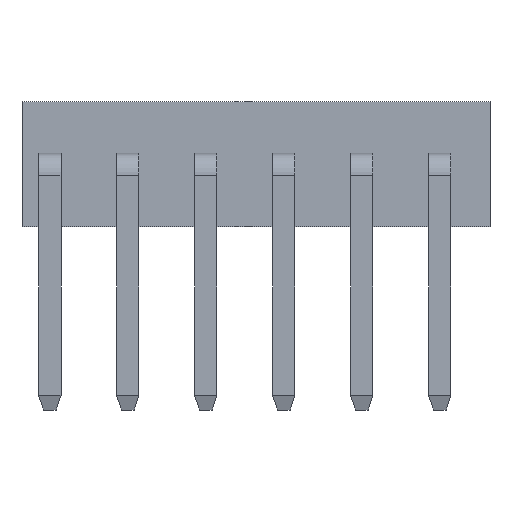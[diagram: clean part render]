
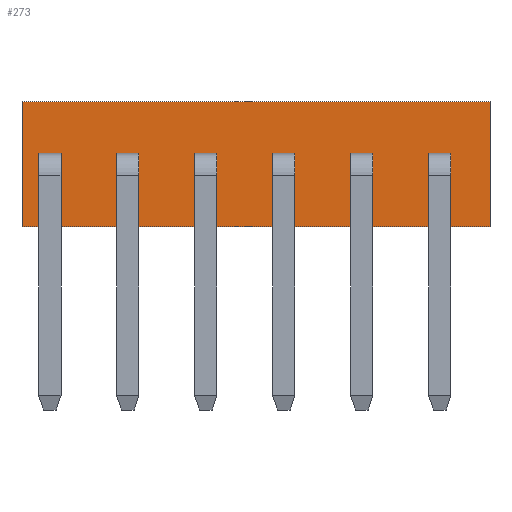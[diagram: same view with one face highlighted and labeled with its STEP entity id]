
A CAD part, front view. The second image highlights one B-rep face of the part: STEP entity #273.
In plain terms, the highlighted planar face has unit normal (0, -1, 0).
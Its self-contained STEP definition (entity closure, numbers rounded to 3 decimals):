
#30=CARTESIAN_POINT('',(0.,-1.6,0.));
#31=DIRECTION('',(1.,0.,0.));
#32=DIRECTION('',(0.,-1.,0.));
#33=AXIS2_PLACEMENT_3D('',#30,#32,#31);
#34=PLANE('',#33);
#35=CARTESIAN_POINT('',(-11.88,-1.6,-3.175));
#36=VERTEX_POINT('',#35);
#37=CARTESIAN_POINT('',(11.88,-1.6,-3.175));
#38=VERTEX_POINT('',#37);
#39=CARTESIAN_POINT('',(-11.88,-1.6,-3.175));
#40=DIRECTION('',(1.,0.,0.));
#41=VECTOR('',#40,23.76);
#42=LINE('',#39,#41);
#43=EDGE_CURVE('',#36,#38,#42,.T.);
#44=ORIENTED_EDGE('',*,*,#43,.T.);
#45=CARTESIAN_POINT('',(11.88,-1.6,3.175));
#46=VERTEX_POINT('',#45);
#47=CARTESIAN_POINT('',(11.88,-1.6,-3.175));
#48=DIRECTION('',(0.,0.,1.));
#49=VECTOR('',#48,6.35);
#50=LINE('',#47,#49);
#51=EDGE_CURVE('',#38,#46,#50,.T.);
#52=ORIENTED_EDGE('',*,*,#51,.T.);
#53=CARTESIAN_POINT('',(-11.88,-1.6,3.175));
#54=VERTEX_POINT('',#53);
#55=CARTESIAN_POINT('',(11.88,-1.6,3.175));
#56=DIRECTION('',(-1.,0.,0.));
#57=VECTOR('',#56,23.76);
#58=LINE('',#55,#57);
#59=EDGE_CURVE('',#46,#54,#58,.T.);
#60=ORIENTED_EDGE('',*,*,#59,.T.);
#61=CARTESIAN_POINT('',(-11.88,-1.6,3.175));
#62=DIRECTION('',(0.,0.,-1.));
#63=VECTOR('',#62,6.35);
#64=LINE('',#61,#63);
#65=EDGE_CURVE('',#54,#36,#64,.T.);
#66=ORIENTED_EDGE('',*,*,#65,.T.);
#67=EDGE_LOOP('',(#44,#52,#60,#66));
#68=FACE_OUTER_BOUND('',#67,.T.);
#69=CARTESIAN_POINT('',(-11.04,-1.6,0.57));
#70=VERTEX_POINT('',#69);
#71=CARTESIAN_POINT('',(-9.9,-1.6,0.57));
#72=VERTEX_POINT('',#71);
#73=CARTESIAN_POINT('',(-11.04,-1.6,0.57));
#74=DIRECTION('',(1.,0.,0.));
#75=VECTOR('',#74,1.14);
#76=LINE('',#73,#75);
#77=EDGE_CURVE('',#70,#72,#76,.T.);
#78=ORIENTED_EDGE('',*,*,#77,.T.);
#79=CARTESIAN_POINT('',(-9.9,-1.6,-0.57));
#80=VERTEX_POINT('',#79);
#81=CARTESIAN_POINT('',(-9.9,-1.6,0.57));
#82=DIRECTION('',(0.,0.,-1.));
#83=VECTOR('',#82,1.14);
#84=LINE('',#81,#83);
#85=EDGE_CURVE('',#72,#80,#84,.T.);
#86=ORIENTED_EDGE('',*,*,#85,.T.);
#87=CARTESIAN_POINT('',(-11.04,-1.6,-0.57));
#88=VERTEX_POINT('',#87);
#89=CARTESIAN_POINT('',(-9.9,-1.6,-0.57));
#90=DIRECTION('',(-1.,0.,0.));
#91=VECTOR('',#90,1.14);
#92=LINE('',#89,#91);
#93=EDGE_CURVE('',#80,#88,#92,.T.);
#94=ORIENTED_EDGE('',*,*,#93,.T.);
#95=CARTESIAN_POINT('',(-11.04,-1.6,-0.57));
#96=DIRECTION('',(0.,0.,1.));
#97=VECTOR('',#96,1.14);
#98=LINE('',#95,#97);
#99=EDGE_CURVE('',#88,#70,#98,.T.);
#100=ORIENTED_EDGE('',*,*,#99,.T.);
#101=EDGE_LOOP('',(#78,#86,#94,#100));
#102=FACE_BOUND('',#101,.T.);
#103=CARTESIAN_POINT('',(-7.08,-1.6,0.57));
#104=VERTEX_POINT('',#103);
#105=CARTESIAN_POINT('',(-5.94,-1.6,0.57));
#106=VERTEX_POINT('',#105);
#107=CARTESIAN_POINT('',(-7.08,-1.6,0.57));
#108=DIRECTION('',(1.,0.,0.));
#109=VECTOR('',#108,1.14);
#110=LINE('',#107,#109);
#111=EDGE_CURVE('',#104,#106,#110,.T.);
#112=ORIENTED_EDGE('',*,*,#111,.T.);
#113=CARTESIAN_POINT('',(-5.94,-1.6,-0.57));
#114=VERTEX_POINT('',#113);
#115=CARTESIAN_POINT('',(-5.94,-1.6,0.57));
#116=DIRECTION('',(0.,0.,-1.));
#117=VECTOR('',#116,1.14);
#118=LINE('',#115,#117);
#119=EDGE_CURVE('',#106,#114,#118,.T.);
#120=ORIENTED_EDGE('',*,*,#119,.T.);
#121=CARTESIAN_POINT('',(-7.08,-1.6,-0.57));
#122=VERTEX_POINT('',#121);
#123=CARTESIAN_POINT('',(-5.94,-1.6,-0.57));
#124=DIRECTION('',(-1.,0.,0.));
#125=VECTOR('',#124,1.14);
#126=LINE('',#123,#125);
#127=EDGE_CURVE('',#114,#122,#126,.T.);
#128=ORIENTED_EDGE('',*,*,#127,.T.);
#129=CARTESIAN_POINT('',(-7.08,-1.6,-0.57));
#130=DIRECTION('',(0.,0.,1.));
#131=VECTOR('',#130,1.14);
#132=LINE('',#129,#131);
#133=EDGE_CURVE('',#122,#104,#132,.T.);
#134=ORIENTED_EDGE('',*,*,#133,.T.);
#135=EDGE_LOOP('',(#112,#120,#128,#134));
#136=FACE_BOUND('',#135,.T.);
#137=CARTESIAN_POINT('',(-3.12,-1.6,0.57));
#138=VERTEX_POINT('',#137);
#139=CARTESIAN_POINT('',(-1.98,-1.6,0.57));
#140=VERTEX_POINT('',#139);
#141=CARTESIAN_POINT('',(-3.12,-1.6,0.57));
#142=DIRECTION('',(1.,0.,0.));
#143=VECTOR('',#142,1.14);
#144=LINE('',#141,#143);
#145=EDGE_CURVE('',#138,#140,#144,.T.);
#146=ORIENTED_EDGE('',*,*,#145,.T.);
#147=CARTESIAN_POINT('',(-1.98,-1.6,-0.57));
#148=VERTEX_POINT('',#147);
#149=CARTESIAN_POINT('',(-1.98,-1.6,0.57));
#150=DIRECTION('',(0.,0.,-1.));
#151=VECTOR('',#150,1.14);
#152=LINE('',#149,#151);
#153=EDGE_CURVE('',#140,#148,#152,.T.);
#154=ORIENTED_EDGE('',*,*,#153,.T.);
#155=CARTESIAN_POINT('',(-3.12,-1.6,-0.57));
#156=VERTEX_POINT('',#155);
#157=CARTESIAN_POINT('',(-1.98,-1.6,-0.57));
#158=DIRECTION('',(-1.,0.,0.));
#159=VECTOR('',#158,1.14);
#160=LINE('',#157,#159);
#161=EDGE_CURVE('',#148,#156,#160,.T.);
#162=ORIENTED_EDGE('',*,*,#161,.T.);
#163=CARTESIAN_POINT('',(-3.12,-1.6,-0.57));
#164=DIRECTION('',(0.,0.,1.));
#165=VECTOR('',#164,1.14);
#166=LINE('',#163,#165);
#167=EDGE_CURVE('',#156,#138,#166,.T.);
#168=ORIENTED_EDGE('',*,*,#167,.T.);
#169=EDGE_LOOP('',(#146,#154,#162,#168));
#170=FACE_BOUND('',#169,.T.);
#171=CARTESIAN_POINT('',(0.84,-1.6,0.57));
#172=VERTEX_POINT('',#171);
#173=CARTESIAN_POINT('',(1.98,-1.6,0.57));
#174=VERTEX_POINT('',#173);
#175=CARTESIAN_POINT('',(0.84,-1.6,0.57));
#176=DIRECTION('',(1.,0.,0.));
#177=VECTOR('',#176,1.14);
#178=LINE('',#175,#177);
#179=EDGE_CURVE('',#172,#174,#178,.T.);
#180=ORIENTED_EDGE('',*,*,#179,.T.);
#181=CARTESIAN_POINT('',(1.98,-1.6,-0.57));
#182=VERTEX_POINT('',#181);
#183=CARTESIAN_POINT('',(1.98,-1.6,0.57));
#184=DIRECTION('',(0.,0.,-1.));
#185=VECTOR('',#184,1.14);
#186=LINE('',#183,#185);
#187=EDGE_CURVE('',#174,#182,#186,.T.);
#188=ORIENTED_EDGE('',*,*,#187,.T.);
#189=CARTESIAN_POINT('',(0.84,-1.6,-0.57));
#190=VERTEX_POINT('',#189);
#191=CARTESIAN_POINT('',(1.98,-1.6,-0.57));
#192=DIRECTION('',(-1.,0.,0.));
#193=VECTOR('',#192,1.14);
#194=LINE('',#191,#193);
#195=EDGE_CURVE('',#182,#190,#194,.T.);
#196=ORIENTED_EDGE('',*,*,#195,.T.);
#197=CARTESIAN_POINT('',(0.84,-1.6,-0.57));
#198=DIRECTION('',(0.,0.,1.));
#199=VECTOR('',#198,1.14);
#200=LINE('',#197,#199);
#201=EDGE_CURVE('',#190,#172,#200,.T.);
#202=ORIENTED_EDGE('',*,*,#201,.T.);
#203=EDGE_LOOP('',(#180,#188,#196,#202));
#204=FACE_BOUND('',#203,.T.);
#205=CARTESIAN_POINT('',(4.8,-1.6,0.57));
#206=VERTEX_POINT('',#205);
#207=CARTESIAN_POINT('',(5.94,-1.6,0.57));
#208=VERTEX_POINT('',#207);
#209=CARTESIAN_POINT('',(4.8,-1.6,0.57));
#210=DIRECTION('',(1.,0.,0.));
#211=VECTOR('',#210,1.14);
#212=LINE('',#209,#211);
#213=EDGE_CURVE('',#206,#208,#212,.T.);
#214=ORIENTED_EDGE('',*,*,#213,.T.);
#215=CARTESIAN_POINT('',(5.94,-1.6,-0.57));
#216=VERTEX_POINT('',#215);
#217=CARTESIAN_POINT('',(5.94,-1.6,0.57));
#218=DIRECTION('',(0.,0.,-1.));
#219=VECTOR('',#218,1.14);
#220=LINE('',#217,#219);
#221=EDGE_CURVE('',#208,#216,#220,.T.);
#222=ORIENTED_EDGE('',*,*,#221,.T.);
#223=CARTESIAN_POINT('',(4.8,-1.6,-0.57));
#224=VERTEX_POINT('',#223);
#225=CARTESIAN_POINT('',(5.94,-1.6,-0.57));
#226=DIRECTION('',(-1.,0.,0.));
#227=VECTOR('',#226,1.14);
#228=LINE('',#225,#227);
#229=EDGE_CURVE('',#216,#224,#228,.T.);
#230=ORIENTED_EDGE('',*,*,#229,.T.);
#231=CARTESIAN_POINT('',(4.8,-1.6,-0.57));
#232=DIRECTION('',(0.,0.,1.));
#233=VECTOR('',#232,1.14);
#234=LINE('',#231,#233);
#235=EDGE_CURVE('',#224,#206,#234,.T.);
#236=ORIENTED_EDGE('',*,*,#235,.T.);
#237=EDGE_LOOP('',(#214,#222,#230,#236));
#238=FACE_BOUND('',#237,.T.);
#239=CARTESIAN_POINT('',(8.76,-1.6,0.57));
#240=VERTEX_POINT('',#239);
#241=CARTESIAN_POINT('',(9.9,-1.6,0.57));
#242=VERTEX_POINT('',#241);
#243=CARTESIAN_POINT('',(8.76,-1.6,0.57));
#244=DIRECTION('',(1.,0.,0.));
#245=VECTOR('',#244,1.14);
#246=LINE('',#243,#245);
#247=EDGE_CURVE('',#240,#242,#246,.T.);
#248=ORIENTED_EDGE('',*,*,#247,.T.);
#249=CARTESIAN_POINT('',(9.9,-1.6,-0.57));
#250=VERTEX_POINT('',#249);
#251=CARTESIAN_POINT('',(9.9,-1.6,0.57));
#252=DIRECTION('',(0.,0.,-1.));
#253=VECTOR('',#252,1.14);
#254=LINE('',#251,#253);
#255=EDGE_CURVE('',#242,#250,#254,.T.);
#256=ORIENTED_EDGE('',*,*,#255,.T.);
#257=CARTESIAN_POINT('',(8.76,-1.6,-0.57));
#258=VERTEX_POINT('',#257);
#259=CARTESIAN_POINT('',(9.9,-1.6,-0.57));
#260=DIRECTION('',(-1.,0.,0.));
#261=VECTOR('',#260,1.14);
#262=LINE('',#259,#261);
#263=EDGE_CURVE('',#250,#258,#262,.T.);
#264=ORIENTED_EDGE('',*,*,#263,.T.);
#265=CARTESIAN_POINT('',(8.76,-1.6,-0.57));
#266=DIRECTION('',(0.,0.,1.));
#267=VECTOR('',#266,1.14);
#268=LINE('',#265,#267);
#269=EDGE_CURVE('',#258,#240,#268,.T.);
#270=ORIENTED_EDGE('',*,*,#269,.T.);
#271=EDGE_LOOP('',(#248,#256,#264,#270));
#272=FACE_BOUND('',#271,.T.);
#273=ADVANCED_FACE('',(#68,#102,#136,#170,#204,#238,#272),#34,.T.);
